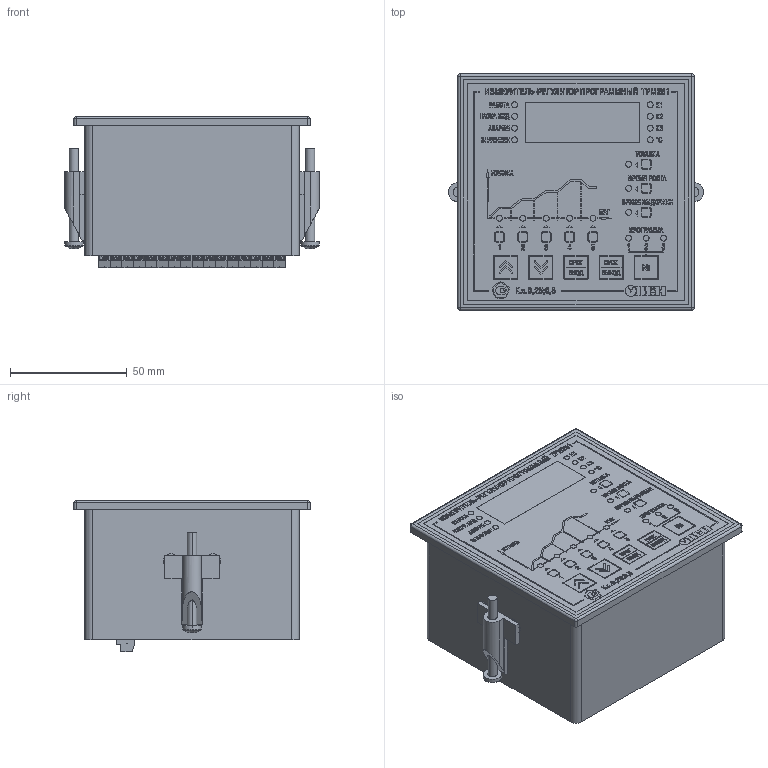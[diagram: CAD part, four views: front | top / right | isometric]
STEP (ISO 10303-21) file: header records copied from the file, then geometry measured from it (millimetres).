
FILE_DESCRIPTION (( 'STEP AP214' ), '1' );
FILE_NAME ('3D Ìîäåëü ÒÐÌ251-Ù1.XPX.STEP', '2017-05-27T16:11:46', ( '' ), ( '' ), 'SwSTEP 2.0', 'SolidWorks 2013', '' );
FILE_SCHEMA (( 'AUTOMOTIVE_DESIGN' ));
Length unit declared in the file: millimetre
Products named in the file (7): 3D Ìîäåëü ÒÐÌ251-Ù1.XPX; Ïàíåëü ëèöåâàÿ ÒÐÌ251-Í; Êëåììà íèçêàÿ_11õ8õ5ìì; pan cross head_am_B18.6.7M - M4 x 0.7 x 40 Type I Cross Recessed PHMS --40N; Ñòîïîð âèíòîâîé_÷; Óïëîòíèòåëü Ù1; Êîðïóñ Ù1 (îäíîðÿä)
Assembly tree (23 placements, depth 2):
  3D Ìîäåëü ÒÐÌ251-Ù1.XPX
    Êîðïóñ Ù1 (îäíîðÿä)
    Óïëîòíèòåëü Ù1
    Ñòîïîð âèíòîâîé_÷  x2
    pan cross head_am_B18.6.7M - M4 x 0.7 x 40 Type I Cross Recessed PHMS --40N  x2
    Êëåììà íèçêàÿ_11õ8õ5ìì  x16
    Ïàíåëü ëèöåâàÿ ÒÐÌ251-Í
Bounding box: 109 x 101 x 64.7 mm (x, y, z)
Volume: 511964.2 mm3; surface area: 79186.1 mm2
Topology: 23 solids, 23 shells, 3812 faces, 9908 edges, 6568 vertices
Faces by surface type: plane 2804, bspline 699, cylinder 297, sphere 8, torus 4
Entity records: 132886 total; most frequent: CARTESIAN_POINT 26393, ORIENTED_EDGE 16446, DIRECTION 12099, EDGE_CURVE 8223, VECTOR 6463, LINE 6463, VERTEX_POINT 5472, EDGE_LOOP 3505
